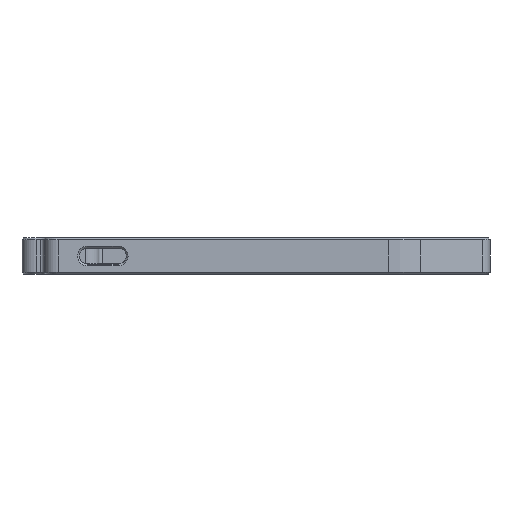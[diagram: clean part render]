
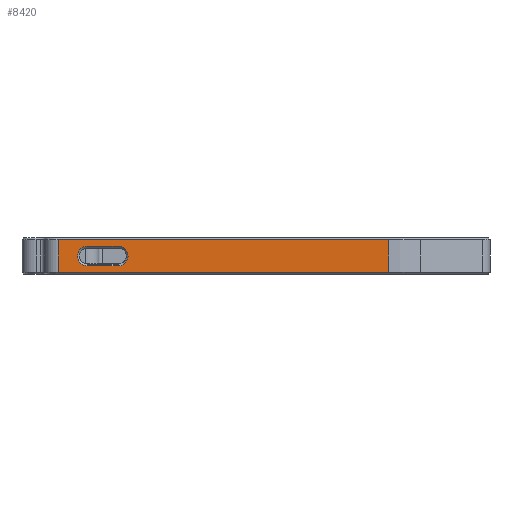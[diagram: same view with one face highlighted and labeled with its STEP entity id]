
A CAD part, left-side view. The second image highlights one B-rep face of the part: STEP entity #8420.
In plain terms, the highlighted planar face has unit normal (-1, 0, 0).
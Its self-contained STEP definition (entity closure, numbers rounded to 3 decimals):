
#2451 = VERTEX_POINT('',#2452);
#2452 = CARTESIAN_POINT('',(116.25,62.71,6.));
#2460 = VERTEX_POINT('',#2461);
#2461 = CARTESIAN_POINT('',(116.25,69.29,6.));
#2467 = EDGE_CURVE('',#2451,#2460,#2468,.T.);
#2468 = LINE('',#2469,#2470);
#2469 = CARTESIAN_POINT('',(116.25,62.71,6.));
#2470 = VECTOR('',#2471,1.);
#2471 = DIRECTION('',(-0.,1.,-0.));
#8237 = VERTEX_POINT('',#8238);
#8238 = CARTESIAN_POINT('',(116.25,69.29,1.78));
#8244 = EDGE_CURVE('',#2460,#8237,#8245,.T.);
#8245 = CIRCLE('',#8246,2.11);
#8246 = AXIS2_PLACEMENT_3D('',#8247,#8248,#8249);
#8247 = CARTESIAN_POINT('',(116.25,69.29,3.89));
#8248 = DIRECTION('',(-1.,-0.,-0.));
#8249 = DIRECTION('',(-0.,-0.,1.));
#8400 = VERTEX_POINT('',#8401);
#8401 = CARTESIAN_POINT('',(116.25,62.71,1.78));
#8409 = EDGE_CURVE('',#8400,#2451,#8410,.T.);
#8410 = CIRCLE('',#8411,2.11);
#8411 = AXIS2_PLACEMENT_3D('',#8412,#8413,#8414);
#8412 = CARTESIAN_POINT('',(116.25,62.71,3.89));
#8413 = DIRECTION('',(-1.,-0.,0.));
#8414 = DIRECTION('',(-0.,-0.,-1.));
#8420 = ADVANCED_FACE('',(#8421,#8432),#8466,.F.);
#8421 = FACE_BOUND('',#8422,.T.);
#8422 = EDGE_LOOP('',(#8423,#8424,#8425,#8426));
#8423 = ORIENTED_EDGE('',*,*,#8244,.F.);
#8424 = ORIENTED_EDGE('',*,*,#2467,.F.);
#8425 = ORIENTED_EDGE('',*,*,#8409,.F.);
#8426 = ORIENTED_EDGE('',*,*,#8427,.F.);
#8427 = EDGE_CURVE('',#8237,#8400,#8428,.T.);
#8428 = LINE('',#8429,#8430);
#8429 = CARTESIAN_POINT('',(116.25,69.29,1.78));
#8430 = VECTOR('',#8431,1.);
#8431 = DIRECTION('',(0.,-1.,0.));
#8432 = FACE_BOUND('',#8433,.T.);
#8433 = EDGE_LOOP('',(#8434,#8444,#8452,#8460));
#8434 = ORIENTED_EDGE('',*,*,#8435,.T.);
#8435 = EDGE_CURVE('',#8436,#8438,#8440,.T.);
#8436 = VERTEX_POINT('',#8437);
#8437 = CARTESIAN_POINT('',(116.25,4.938,0.4));
#8438 = VERTEX_POINT('',#8439);
#8439 = CARTESIAN_POINT('',(116.25,4.938,7.4));
#8440 = LINE('',#8441,#8442);
#8441 = CARTESIAN_POINT('',(116.25,4.938,0.));
#8442 = VECTOR('',#8443,1.);
#8443 = DIRECTION('',(0.,0.,1.));
#8444 = ORIENTED_EDGE('',*,*,#8445,.F.);
#8445 = EDGE_CURVE('',#8446,#8438,#8448,.T.);
#8446 = VERTEX_POINT('',#8447);
#8447 = CARTESIAN_POINT('',(116.25,75.5,7.4));
#8448 = LINE('',#8449,#8450);
#8449 = CARTESIAN_POINT('',(116.25,75.5,7.4));
#8450 = VECTOR('',#8451,1.);
#8451 = DIRECTION('',(0.,-1.,0.));
#8452 = ORIENTED_EDGE('',*,*,#8453,.F.);
#8453 = EDGE_CURVE('',#8454,#8446,#8456,.T.);
#8454 = VERTEX_POINT('',#8455);
#8455 = CARTESIAN_POINT('',(116.25,75.5,0.4));
#8456 = LINE('',#8457,#8458);
#8457 = CARTESIAN_POINT('',(116.25,75.5,0.));
#8458 = VECTOR('',#8459,1.);
#8459 = DIRECTION('',(0.,0.,1.));
#8460 = ORIENTED_EDGE('',*,*,#8461,.T.);
#8461 = EDGE_CURVE('',#8454,#8436,#8462,.T.);
#8462 = LINE('',#8463,#8464);
#8463 = CARTESIAN_POINT('',(116.25,75.5,0.4));
#8464 = VECTOR('',#8465,1.);
#8465 = DIRECTION('',(-0.,-1.,-0.));
#8466 = PLANE('',#8467);
#8467 = AXIS2_PLACEMENT_3D('',#8468,#8469,#8470);
#8468 = CARTESIAN_POINT('',(116.25,4.938,0.));
#8469 = DIRECTION('',(1.,0.,0.));
#8470 = DIRECTION('',(0.,-1.,0.));
